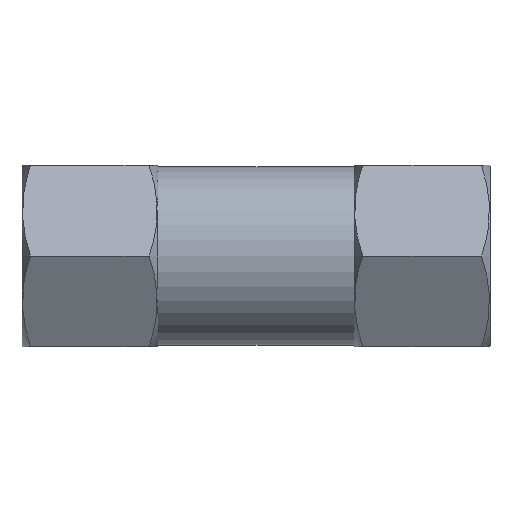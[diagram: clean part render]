
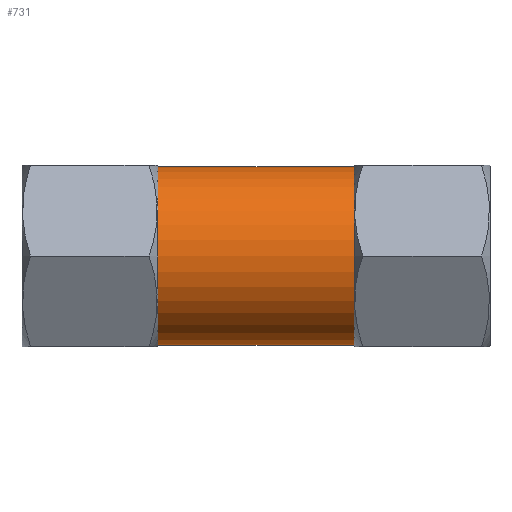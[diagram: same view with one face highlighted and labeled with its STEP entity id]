
A CAD part, left-side view. The second image highlights one B-rep face of the part: STEP entity #731.
In plain terms, the highlighted cylindrical face has radius 11.85 mm (diameter 23.7 mm), a partial arc.
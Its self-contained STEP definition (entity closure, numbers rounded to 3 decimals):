
#333 = VERTEX_POINT ( 'NONE', #1057 ) ;
#406 = EDGE_CURVE ( 'NONE', #416, #438, #1396, .T. ) ;
#416 = VERTEX_POINT ( 'NONE', #1410 ) ;
#417 = VERTEX_POINT ( 'NONE', #1388 ) ;
#426 = EDGE_CURVE ( 'NONE', #417, #333, #1457, .T. ) ;
#438 = VERTEX_POINT ( 'NONE', #1491 ) ;
#499 = EDGE_CURVE ( 'NONE', #438, #333, #1272, .T. ) ;
#731 = ADVANCED_FACE ( 'NONE', ( #1645 ), #1610, .T. ) ;
#732 = EDGE_LOOP ( 'NONE', ( #733, #734, #738, #739 ) ) ;
#733 = ORIENTED_EDGE ( 'NONE', *, *, #426, .F. ) ;
#734 = ORIENTED_EDGE ( 'NONE', *, *, #737, .T. ) ;
#737 = EDGE_CURVE ( 'NONE', #417, #416, #1631, .T. ) ;
#738 = ORIENTED_EDGE ( 'NONE', *, *, #406, .T. ) ;
#739 = ORIENTED_EDGE ( 'NONE', *, *, #499, .T. ) ;
#1057 = CARTESIAN_POINT ( 'NONE',  ( 0., 18., 11.85 ) ) ;
#1270 = DIRECTION ( 'NONE',  ( 0., 1., 0. ) ) ;
#1271 = CARTESIAN_POINT ( 'NONE',  ( 0., 18., 0. ) ) ;
#1272 = CIRCLE ( 'NONE', #1274, 11.85 ) ;
#1273 = DIRECTION ( 'NONE',  ( 0., 0., 1. ) ) ;
#1274 = AXIS2_PLACEMENT_3D ( 'NONE', #1271, #1270, #1273 ) ;
#1371 = VECTOR ( 'NONE', #1393, 1000. ) ;
#1388 = CARTESIAN_POINT ( 'NONE',  ( 0., 44., 11.85 ) ) ;
#1393 = DIRECTION ( 'NONE',  ( 0., -1., 0. ) ) ;
#1394 = CARTESIAN_POINT ( 'NONE',  ( 0., 14.761, -11.85 ) ) ;
#1396 = LINE ( 'NONE', #1394, #1371 ) ;
#1410 = CARTESIAN_POINT ( 'NONE',  ( 0., 44., -11.85 ) ) ;
#1450 = CARTESIAN_POINT ( 'NONE',  ( 0., 14.761, 11.85 ) ) ;
#1451 = VECTOR ( 'NONE', #1456, 1000. ) ;
#1456 = DIRECTION ( 'NONE',  ( 0., -1., 0. ) ) ;
#1457 = LINE ( 'NONE', #1450, #1451 ) ;
#1491 = CARTESIAN_POINT ( 'NONE',  ( 0., 18., -11.85 ) ) ;
#1610 = CYLINDRICAL_SURFACE ( 'NONE', #1636, 11.85 ) ;
#1618 = DIRECTION ( 'NONE',  ( 0., 0., -1. ) ) ;
#1625 = DIRECTION ( 'NONE',  ( 0., -1., 0. ) ) ;
#1631 = CIRCLE ( 'NONE', #1641, 11.85 ) ;
#1635 = CARTESIAN_POINT ( 'NONE',  ( 0., 14.761, 0. ) ) ;
#1636 = AXIS2_PLACEMENT_3D ( 'NONE', #1635, #1625, #1618 ) ;
#1638 = DIRECTION ( 'NONE',  ( 0., 0., -1. ) ) ;
#1639 = DIRECTION ( 'NONE',  ( 0., -1., 0. ) ) ;
#1640 = CARTESIAN_POINT ( 'NONE',  ( 0., 44., 0. ) ) ;
#1641 = AXIS2_PLACEMENT_3D ( 'NONE', #1640, #1639, #1638 ) ;
#1645 = FACE_OUTER_BOUND ( 'NONE', #732, .T. ) ;
